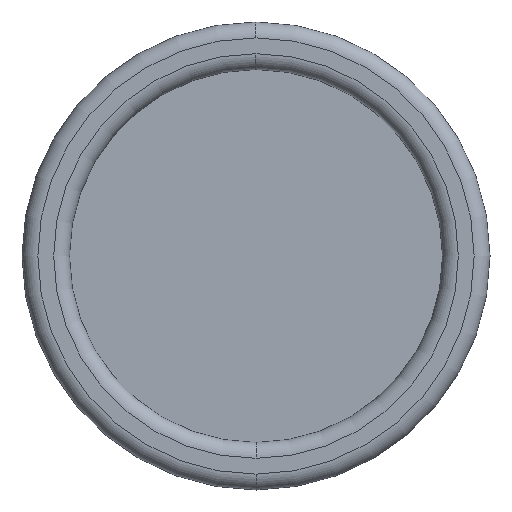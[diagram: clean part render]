
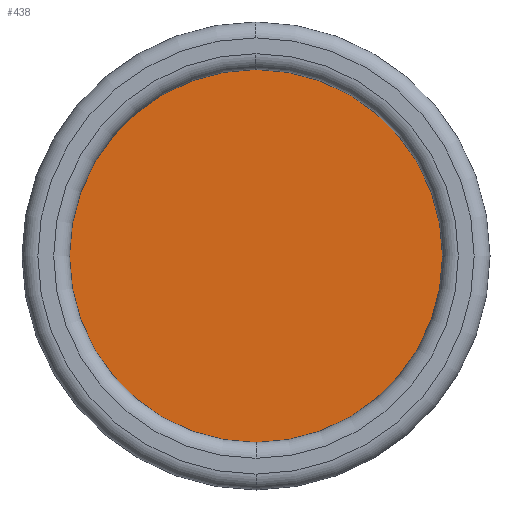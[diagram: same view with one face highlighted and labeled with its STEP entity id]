
A CAD part, left-side view. The second image highlights one B-rep face of the part: STEP entity #438.
In plain terms, the highlighted planar face has unit normal (-1, 0, 0).
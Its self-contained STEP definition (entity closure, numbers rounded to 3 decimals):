
#413=CARTESIAN_POINT('POINT29107',(-12.484,0.,
   11.951));
#414=VERTEX_POINT('VERTEX29107',#413);
#415=CARTESIAN_POINT('POINT29108',(-12.484,0.,
   -11.951));
#416=VERTEX_POINT('VERTEX29108',#415);
#417=CARTESIAN_POINT('POS45694',(-12.484,0.,
   0.));
#418=DIRECTION('DIR68329',(1.,0.,0.));
#419=DIRECTION('DIR68330',(0.,0.,1.));
#420=AXIS2_PLACEMENT_3D('AXIS22636',#417,#418,#419);
#421=CIRCLE('ELLIPSE10692',#420,11.951);
#422=EDGE_CURVE('EDGE44279',#414,#416,#421,.T.);
#423=ORIENTED_EDGE('COEDGE88543',*,*,#422,.F.);
#424=CARTESIAN_POINT('POS45695',(-12.484,0.,
   0.));
#425=DIRECTION('DIR68331',(1.,0.,0.));
#426=DIRECTION('DIR68332',(0.,0.,1.));
#427=AXIS2_PLACEMENT_3D('AXIS22637',#424,#425,#426);
#428=CIRCLE('ELLIPSE10693',#427,11.951);
#429=EDGE_CURVE('EDGE44280',#416,#414,#428,.T.);
#430=ORIENTED_EDGE('COEDGE88544',*,*,#429,.F.);
#431=EDGE_LOOP('NONE',(#423,#430));
#432=FACE_BOUND('LOOP1',#431,.T.);
#433=CARTESIAN_POINT('POS45696',(-12.484,0.,
   5.975));
#434=DIRECTION('DIR68333',(-1.,0.,0.));
#435=DIRECTION('DIR68334',(0.,1.,0.));
#436=AXIS2_PLACEMENT_3D('AXIS22638',#433,#434,#435);
#437=PLANE('PLANE7647',#436);
#438=ADVANCED_FACE('FACE16911',(#432),#437,.T.);
